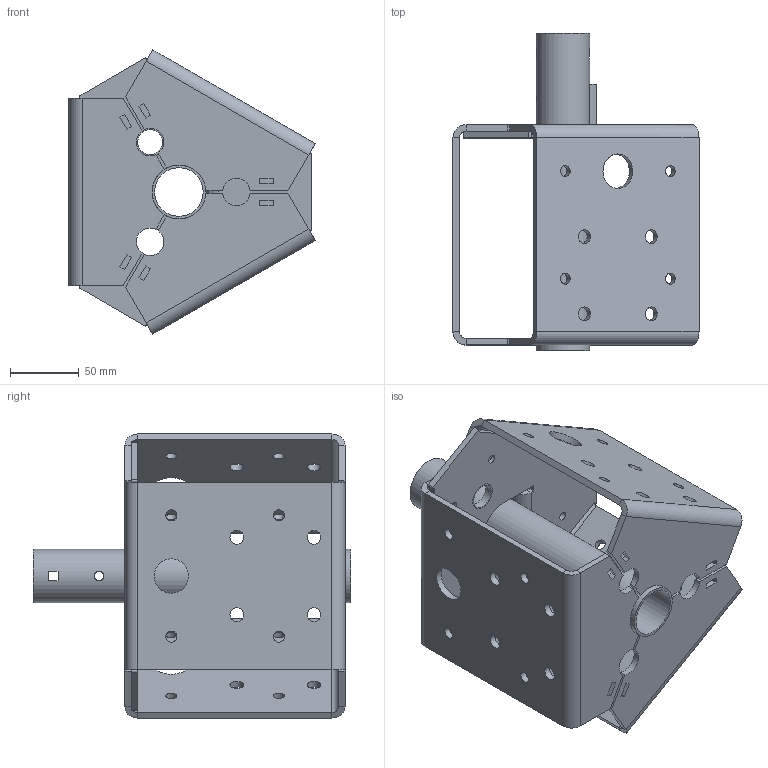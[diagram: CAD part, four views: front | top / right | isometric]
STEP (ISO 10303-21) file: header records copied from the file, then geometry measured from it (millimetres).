
FILE_DESCRIPTION(/* description */ (''),/* implementation_level */ '2;1');
FILE_NAME(/* name */ 'Outdoor HMH Hotspot 3x Mount.step',/* time_stamp */ '2024-10-28T08:25:27-07:00',/* author */ (''),/* organization */ (''),/* preprocessor_version */ 'ST-DEVELOPER v20',/* originating_system */ 'Autodesk Translation Framework v13.20.0.188',/* authorisation */ '');
FILE_SCHEMA (('AUTOMOTIVE_DESIGN { 1 0 10303 214 3 1 1 }'));
Length unit declared in the file: millimetre
Products named in the file (5): Outdoor HMH Hotspot 3x Mount; j-pole; Top plate; Component5; Component4
Assembly tree (6 placements, depth 3):
  Outdoor HMH Hotspot 3x Mount
    j-pole
    Top plate
      Component4
      Component5
    Component4  x2
Bounding box: 178.51 x 230 x 206.13 mm (x, y, z)
Volume: 604943 mm3; surface area: 310193.4 mm2
Topology: 6 solids, 6 shells, 217 faces, 555 edges, 353 vertices
Faces by surface type: plane 135, cylinder 80, bspline 2
Full cylindrical faces by diameter (mm): 6.375 x6, 6.5 x8, 6.9 x2, 8 x12, 10 x12, 18 x1, 20 x3, 25 x3, 26 x1, 35.2 x1, 39 x1
Entity records: 4117 total; most frequent: CARTESIAN_POINT 912, DIRECTION 640, ORIENTED_EDGE 610, EDGE_CURVE 305, AXIS2_PLACEMENT_3D 220, LINE 200, VECTOR 200, VERTEX_POINT 197
